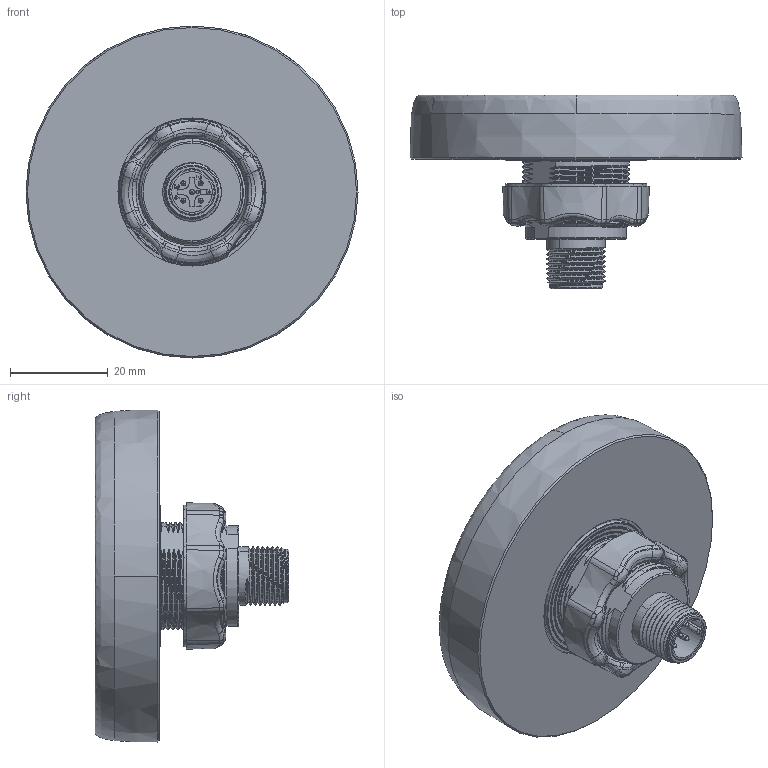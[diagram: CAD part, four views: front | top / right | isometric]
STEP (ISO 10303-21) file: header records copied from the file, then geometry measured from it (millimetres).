
FILE_DESCRIPTION (( 'STEP AP203' ), '1' );
FILE_NAME ('CAP000882-01.STEP', '2022-05-03T09:22:20', ( '' ), ( '' ), 'SwSTEP 2.0', 'SolidWorks 2020', '' );
FILE_SCHEMA (( 'CONFIG_CONTROL_DESIGN' ));
Length unit declared in the file: millimetre
Products named in the file (1): CAP000882-01
Bounding box: 67.9 x 39.6 x 67.9 mm (x, y, z)
Volume: 55088 mm3; surface area: 15884.9 mm2
Topology: 3 solids, 4 shells, 768 faces, 1956 edges, 1234 vertices
Faces by surface type: bspline 237, plane 223, cylinder 128, cone 94, torus 76, sphere 10
Entity records: 78481 total; most frequent: CARTESIAN_POINT 62141, ORIENTED_EDGE 3872, DIRECTION 2810, EDGE_CURVE 1936, VERTEX_POINT 1224, AXIS2_PLACEMENT_3D 1057, EDGE_LOOP 822, FACE_OUTER_BOUND 768
